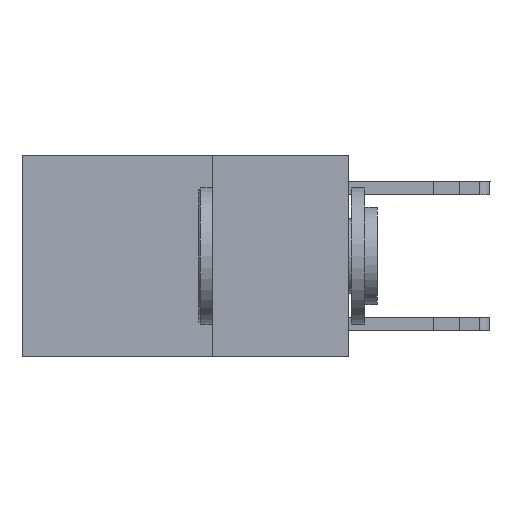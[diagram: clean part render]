
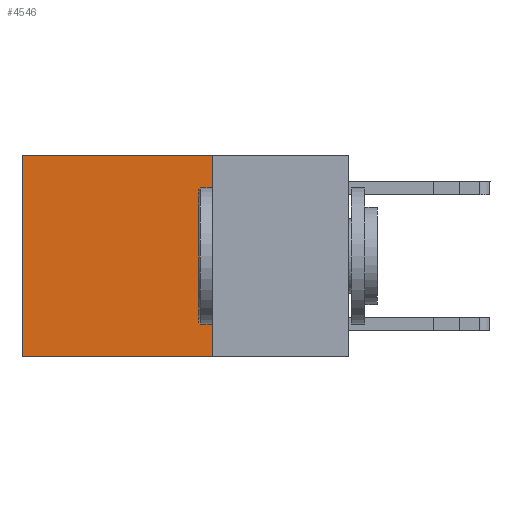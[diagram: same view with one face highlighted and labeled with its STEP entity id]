
A CAD part, left-side view. The second image highlights one B-rep face of the part: STEP entity #4546.
In plain terms, the highlighted planar face has unit normal (-1, 0, 0).
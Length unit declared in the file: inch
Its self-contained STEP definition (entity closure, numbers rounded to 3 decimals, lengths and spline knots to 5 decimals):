
#936 = CARTESIAN_POINT ( 'NONE',  ( 0.2625, 0.25, -0.37 ) ) ;
#1048 = CARTESIAN_POINT ( 'NONE',  ( 0.2625, 0.25, 0. ) ) ;
#1319 = CARTESIAN_POINT ( 'NONE',  ( 0.2625, 0.25, 0. ) ) ;
#1374 = ORIENTED_EDGE ( 'NONE', *, *, #13116, .F. ) ;
#1395 = CARTESIAN_POINT ( 'NONE',  ( 0.2625, 0.6, 0. ) ) ;
#1998 = EDGE_CURVE ( 'NONE', #13137, #11926, #10044, .T. ) ;
#2024 = DIRECTION ( 'NONE',  ( 0., 0., -1. ) ) ;
#2028 = LINE ( 'NONE', #1395, #10819 ) ;
#2476 = VECTOR ( 'NONE', #8750, 39.37008 ) ;
#2537 = CARTESIAN_POINT ( 'NONE',  ( 0.2625, 0.6, -0.37 ) ) ;
#3609 = AXIS2_PLACEMENT_3D ( 'NONE', #3987, #8755, #14163 ) ;
#3987 = CARTESIAN_POINT ( 'NONE',  ( 0.2625, 0.25, 0. ) ) ;
#4546 = ADVANCED_FACE ( 'NONE', ( #8545 ), #10780, .F. ) ;
#6319 = CARTESIAN_POINT ( 'NONE',  ( 0.2625, 0.25, -0.37 ) ) ;
#7518 = VERTEX_POINT ( 'NONE', #2537 ) ;
#8347 = ORIENTED_EDGE ( 'NONE', *, *, #12624, .T. ) ;
#8545 = FACE_OUTER_BOUND ( 'NONE', #10084, .T. ) ;
#8739 = ORIENTED_EDGE ( 'NONE', *, *, #10851, .F. ) ;
#8750 = DIRECTION ( 'NONE',  ( 0., 1., 0. ) ) ;
#8755 = DIRECTION ( 'NONE',  ( 1., 0., 0. ) ) ;
#10044 = LINE ( 'NONE', #1048, #2476 ) ;
#10084 = EDGE_LOOP ( 'NONE', ( #8347, #1374, #8739, #10459 ) ) ;
#10243 = CARTESIAN_POINT ( 'NONE',  ( 0.2625, 0.6, 0. ) ) ;
#10459 = ORIENTED_EDGE ( 'NONE', *, *, #1998, .T. ) ;
#10760 = DIRECTION ( 'NONE',  ( 0., 1., 0. ) ) ;
#10780 = PLANE ( 'NONE',  #3609 ) ;
#10819 = VECTOR ( 'NONE', #11419, 39.37008 ) ;
#10828 = VECTOR ( 'NONE', #10760, 39.37008 ) ;
#10851 = EDGE_CURVE ( 'NONE', #13137, #14052, #11971, .T. ) ;
#11419 = DIRECTION ( 'NONE',  ( 0., 0., -1. ) ) ;
#11752 = VECTOR ( 'NONE', #2024, 39.37008 ) ;
#11865 = LINE ( 'NONE', #6319, #10828 ) ;
#11926 = VERTEX_POINT ( 'NONE', #10243 ) ;
#11971 = LINE ( 'NONE', #12049, #11752 ) ;
#12049 = CARTESIAN_POINT ( 'NONE',  ( 0.2625, 0.25, 0. ) ) ;
#12624 = EDGE_CURVE ( 'NONE', #11926, #7518, #2028, .T. ) ;
#13116 = EDGE_CURVE ( 'NONE', #14052, #7518, #11865, .T. ) ;
#13137 = VERTEX_POINT ( 'NONE', #1319 ) ;
#14052 = VERTEX_POINT ( 'NONE', #936 ) ;
#14163 = DIRECTION ( 'NONE',  ( 0., 0., -1. ) ) ;
